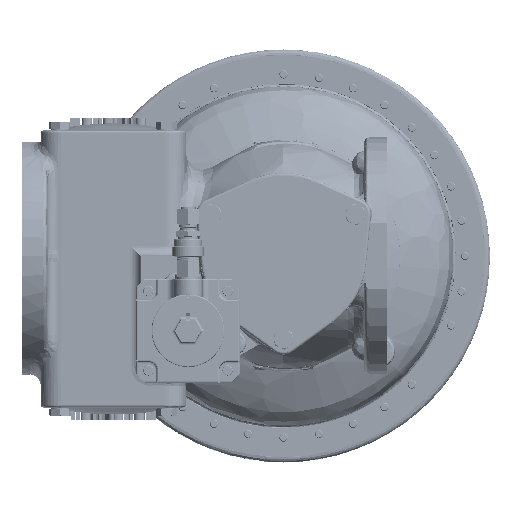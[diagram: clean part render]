
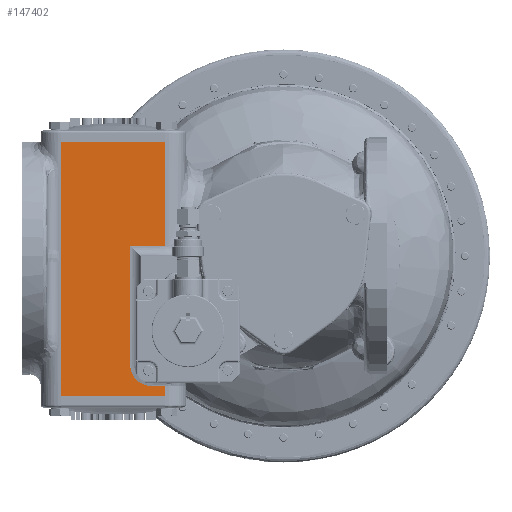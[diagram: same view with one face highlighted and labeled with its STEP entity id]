
A CAD part, front view. The second image highlights one B-rep face of the part: STEP entity #147402.
In plain terms, the highlighted planar face has unit normal (0, -1, 0).
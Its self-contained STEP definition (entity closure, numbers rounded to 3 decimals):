
#4629 = CARTESIAN_POINT ( 'NONE',  ( -133.284, -70., -124.379 ) ) ;
#5529 = CARTESIAN_POINT ( 'NONE',  ( -141.543, -70., -119.515 ) ) ;
#6408 = CARTESIAN_POINT ( 'NONE',  ( -147.036, -70., -110.037 ) ) ;
#10405 = VECTOR ( 'NONE', #65273, 1000. ) ;
#13181 = DIRECTION ( 'NONE',  ( 0., 0., 1. ) ) ;
#13563 = VERTEX_POINT ( 'NONE', #104896 ) ;
#15175 = VECTOR ( 'NONE', #102752, 1000. ) ;
#20954 = ORIENTED_EDGE ( 'NONE', *, *, #251977, .T. ) ;
#25171 = CARTESIAN_POINT ( 'NONE',  ( -133.34, -70., -124.361 ) ) ;
#26049 = CARTESIAN_POINT ( 'NONE',  ( -144.428, -70., -116.021 ) ) ;
#26938 = CARTESIAN_POINT ( 'NONE',  ( -147.418, -70., -108.442 ) ) ;
#30109 = CARTESIAN_POINT ( 'NONE',  ( -114., -70., -135. ) ) ;
#31827 = LINE ( 'NONE', #219218, #236259 ) ;
#34085 = CARTESIAN_POINT ( 'NONE',  ( -214., -70., 10. ) ) ;
#44330 = ORIENTED_EDGE ( 'NONE', *, *, #213204, .T. ) ;
#45762 = CARTESIAN_POINT ( 'NONE',  ( -136.557, -70., -123.093 ) ) ;
#46347 = VECTOR ( 'NONE', #182514, 1000. ) ;
#46656 = CARTESIAN_POINT ( 'NONE',  ( -145.345, -70., -114.434 ) ) ;
#47549 = CARTESIAN_POINT ( 'NONE',  ( -147.588, -70., -105.588 ) ) ;
#63741 = DIRECTION ( 'NONE',  ( 0., 0., -1. ) ) ;
#65213 = ORIENTED_EDGE ( 'NONE', *, *, #190940, .T. ) ;
#65273 = DIRECTION ( 'NONE',  ( -1., 0., 0. ) ) ;
#66308 = CARTESIAN_POINT ( 'NONE',  ( -139.513, -70., -121.17 ) ) ;
#67172 = CARTESIAN_POINT ( 'NONE',  ( -145.546, -70., -114.044 ) ) ;
#67656 = CARTESIAN_POINT ( 'NONE',  ( -147.588, -70., 10. ) ) ;
#74794 = DIRECTION ( 'NONE',  ( 0., 0., 1. ) ) ;
#75175 = VERTEX_POINT ( 'NONE', #30109 ) ;
#75927 = ORIENTED_EDGE ( 'NONE', *, *, #93476, .T. ) ;
#82246 = CARTESIAN_POINT ( 'NONE',  ( -214., -70., 110. ) ) ;
#82509 = CARTESIAN_POINT ( 'NONE',  ( -214., -70., 110. ) ) ;
#82651 = VERTEX_POINT ( 'NONE', #166980 ) ;
#85948 = CARTESIAN_POINT ( 'NONE',  ( -131.178, -70., -124.983 ) ) ;
#86822 = CARTESIAN_POINT ( 'NONE',  ( -140.209, -70., -120.625 ) ) ;
#87702 = CARTESIAN_POINT ( 'NONE',  ( -145.942, -70., -113.243 ) ) ;
#88396 = LINE ( 'NONE', #98080, #197114 ) ;
#93476 = EDGE_CURVE ( 'NONE', #94996, #184702, #219291, .T. ) ;
#94996 = VERTEX_POINT ( 'NONE', #214651 ) ;
#98080 = CARTESIAN_POINT ( 'NONE',  ( -214., -70., -135. ) ) ;
#102752 = DIRECTION ( 'NONE',  ( -1., 0., 0. ) ) ;
#102957 = VERTEX_POINT ( 'NONE', #127242 ) ;
#104896 = CARTESIAN_POINT ( 'NONE',  ( -214., -70., 110. ) ) ;
#106498 = CARTESIAN_POINT ( 'NONE',  ( -132.82, -70., -124.528 ) ) ;
#107377 = CARTESIAN_POINT ( 'NONE',  ( -140.372, -70., -120.491 ) ) ;
#108249 = CARTESIAN_POINT ( 'NONE',  ( -146.753, -70., -111.072 ) ) ;
#111612 = EDGE_LOOP ( 'NONE', ( #167393, #177914, #75927, #127638, #154465, #44330, #148532, #65213, #20954 ) ) ;
#118500 = VERTEX_POINT ( 'NONE', #213151 ) ;
#123903 = AXIS2_PLACEMENT_3D ( 'NONE', #82509, #186112, #63741 ) ;
#126635 = CARTESIAN_POINT ( 'NONE',  ( -114., -70., 10. ) ) ;
#126969 = CARTESIAN_POINT ( 'NONE',  ( -133.226, -70., -124.398 ) ) ;
#127242 = CARTESIAN_POINT ( 'NONE',  ( -125.588, -70., -125.588 ) ) ;
#127638 = ORIENTED_EDGE ( 'NONE', *, *, #167090, .T. ) ;
#127846 = CARTESIAN_POINT ( 'NONE',  ( -140.42, -70., -120.451 ) ) ;
#128744 = CARTESIAN_POINT ( 'NONE',  ( -146.992, -70., -110.21 ) ) ;
#130250 = LINE ( 'NONE', #82246, #15175 ) ;
#130986 = EDGE_CURVE ( 'NONE', #13563, #246918, #263505, .T. ) ;
#133962 = LINE ( 'NONE', #257797, #242586 ) ;
#134498 = EDGE_CURVE ( 'NONE', #118500, #102957, #221403, .T. ) ;
#139613 = EDGE_CURVE ( 'NONE', #258617, #82651, #133962, .T. ) ;
#144913 = CARTESIAN_POINT ( 'NONE',  ( -126.947, -70., -125.587 ) ) ;
#147402 = ADVANCED_FACE ( 'NONE', ( #261319 ), #165584, .T. ) ;
#147569 = CARTESIAN_POINT ( 'NONE',  ( -133.322, -70., -124.367 ) ) ;
#148464 = CARTESIAN_POINT ( 'NONE',  ( -143.021, -70., -118.006 ) ) ;
#148532 = ORIENTED_EDGE ( 'NONE', *, *, #130986, .T. ) ;
#149360 = CARTESIAN_POINT ( 'NONE',  ( -147.057, -70., -109.951 ) ) ;
#154465 = ORIENTED_EDGE ( 'NONE', *, *, #139613, .T. ) ;
#156607 = CARTESIAN_POINT ( 'NONE',  ( -214., -70., -135. ) ) ;
#164967 = VECTOR ( 'NONE', #74794, 1000. ) ;
#165584 = PLANE ( 'NONE',  #123903 ) ;
#166980 = CARTESIAN_POINT ( 'NONE',  ( -114., -70., 110. ) ) ;
#167090 = EDGE_CURVE ( 'NONE', #184702, #258617, #198545, .T. ) ;
#167393 = ORIENTED_EDGE ( 'NONE', *, *, #134498, .T. ) ;
#168177 = CARTESIAN_POINT ( 'NONE',  ( -134.682, -70., -123.913 ) ) ;
#169057 = CARTESIAN_POINT ( 'NONE',  ( -145.053, -70., -114.972 ) ) ;
#169932 = CARTESIAN_POINT ( 'NONE',  ( -147.587, -70., -107.017 ) ) ;
#177914 = ORIENTED_EDGE ( 'NONE', *, *, #203062, .T. ) ;
#182514 = DIRECTION ( 'NONE',  ( 0., 0., -1. ) ) ;
#182545 = B_SPLINE_CURVE_WITH_KNOTS ( 'NONE', 3,
 ( #187813, #144913, #208330, #85948, #228828, #106498, #249259, #126969, #4629, #147569, #25171, #168177, #45762, #188698, #66308, #209207, #86822, #229698, #107377, #250148, #127846, #5529, #148464, #26049, #169057, #46656, #189594, #67172, #210098, #87702, #230588, #108249, #251027, #128744, #6408, #149360, #26938, #169932, #47549 ),
 .UNSPECIFIED., .F., .F.,
 ( 4, 1, 1, 1, 1, 1, 1, 2, 2, 1, 1, 1, 1, 1, 1, 2, 2, 1, 1, 1, 1, 2, 2, 1, 1, 1, 2, 2, 4 ),
 ( 0., 0.125, 0.187, 0.219, 0.234, 0.242, 0.246, 0.248, 0.25, 0.375, 0.437, 0.469, 0.484, 0.492, 0.496, 0.498, 0.5, 0.625, 0.687, 0.719, 0.734, 0.742, 0.75, 0.812, 0.844, 0.859, 0.867, 0.875, 1. ),
 .UNSPECIFIED. ) ;
#184702 = VERTEX_POINT ( 'NONE', #67656 ) ;
#186112 = DIRECTION ( 'NONE',  ( 0., -1., 0. ) ) ;
#187682 = CARTESIAN_POINT ( 'NONE',  ( -214., -70., -125.588 ) ) ;
#187813 = CARTESIAN_POINT ( 'NONE',  ( -125.588, -70., -125.588 ) ) ;
#188698 = CARTESIAN_POINT ( 'NONE',  ( -138.559, -70., -121.857 ) ) ;
#189594 = CARTESIAN_POINT ( 'NONE',  ( -145.466, -70., -114.201 ) ) ;
#190940 = EDGE_CURVE ( 'NONE', #246918, #75175, #88396, .T. ) ;
#197114 = VECTOR ( 'NONE', #240844, 1000. ) ;
#198545 = LINE ( 'NONE', #34085, #252696 ) ;
#203062 = EDGE_CURVE ( 'NONE', #102957, #94996, #182545, .T. ) ;
#208330 = CARTESIAN_POINT ( 'NONE',  ( -128.939, -70., -125.433 ) ) ;
#209207 = CARTESIAN_POINT ( 'NONE',  ( -139.979, -70., -120.809 ) ) ;
#210098 = CARTESIAN_POINT ( 'NONE',  ( -145.584, -70., -113.967 ) ) ;
#213151 = CARTESIAN_POINT ( 'NONE',  ( -114., -70., -125.588 ) ) ;
#213204 = EDGE_CURVE ( 'NONE', #82651, #13563, #130250, .T. ) ;
#214651 = CARTESIAN_POINT ( 'NONE',  ( -147.588, -70., -105.588 ) ) ;
#219218 = CARTESIAN_POINT ( 'NONE',  ( -114., -70., 110. ) ) ;
#219291 = LINE ( 'NONE', #257740, #164967 ) ;
#221403 = LINE ( 'NONE', #187682, #10405 ) ;
#228828 = CARTESIAN_POINT ( 'NONE',  ( -132.276, -70., -124.691 ) ) ;
#229698 = CARTESIAN_POINT ( 'NONE',  ( -140.323, -70., -120.531 ) ) ;
#230588 = CARTESIAN_POINT ( 'NONE',  ( -146.362, -70., -112.258 ) ) ;
#236259 = VECTOR ( 'NONE', #239647, 1000. ) ;
#237628 = DIRECTION ( 'NONE',  ( 1., 0., 0. ) ) ;
#239647 = DIRECTION ( 'NONE',  ( 0., 0., 1. ) ) ;
#240844 = DIRECTION ( 'NONE',  ( 1., 0., 0. ) ) ;
#242586 = VECTOR ( 'NONE', #13181, 1000. ) ;
#243113 = CARTESIAN_POINT ( 'NONE',  ( -214., -70., 110. ) ) ;
#246918 = VERTEX_POINT ( 'NONE', #156607 ) ;
#249259 = CARTESIAN_POINT ( 'NONE',  ( -133.091, -70., -124.442 ) ) ;
#250148 = CARTESIAN_POINT ( 'NONE',  ( -140.404, -70., -120.464 ) ) ;
#251027 = CARTESIAN_POINT ( 'NONE',  ( -146.924, -70., -110.47 ) ) ;
#251977 = EDGE_CURVE ( 'NONE', #75175, #118500, #31827, .T. ) ;
#252696 = VECTOR ( 'NONE', #237628, 1000. ) ;
#257740 = CARTESIAN_POINT ( 'NONE',  ( -147.588, -70., 110. ) ) ;
#257797 = CARTESIAN_POINT ( 'NONE',  ( -114., -70., 110. ) ) ;
#258617 = VERTEX_POINT ( 'NONE', #126635 ) ;
#261319 = FACE_OUTER_BOUND ( 'NONE', #111612, .T. ) ;
#263505 = LINE ( 'NONE', #243113, #46347 ) ;
